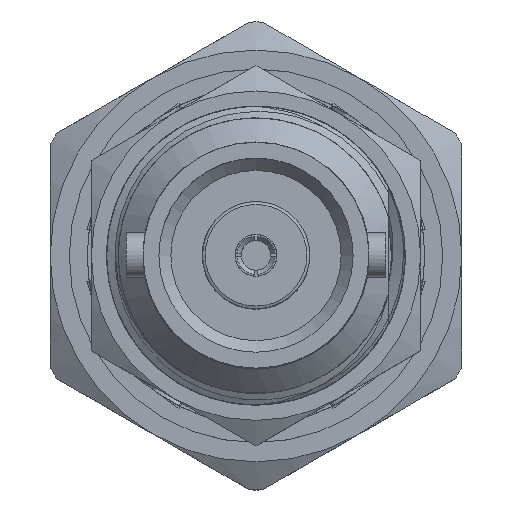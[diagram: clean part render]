
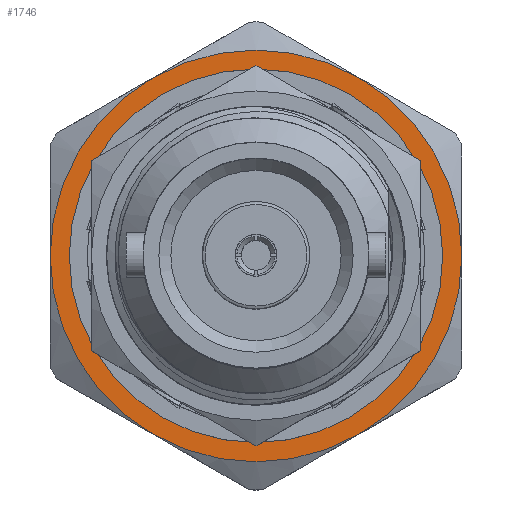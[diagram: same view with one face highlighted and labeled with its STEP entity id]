
A CAD part, top view. The second image highlights one B-rep face of the part: STEP entity #1746.
In plain terms, the highlighted face is planar.
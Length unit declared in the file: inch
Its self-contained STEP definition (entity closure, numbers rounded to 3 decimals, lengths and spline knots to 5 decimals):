
#15 = EDGE_CURVE ( 'NONE', #10224, #3274, #3329, .T. ) ;
#418 = CARTESIAN_POINT ( 'NONE',  ( 0.75888, 0., -0.31065 ) ) ;
#588 = DIRECTION ( 'NONE',  ( 0., 0., 1. ) ) ;
#1201 = ORIENTED_EDGE ( 'NONE', *, *, #15318, .T. ) ;
#1229 = DIRECTION ( 'NONE',  ( 0., 0., 1. ) ) ;
#1550 = DIRECTION ( 'NONE',  ( -1., 0., 0. ) ) ;
#1644 = CIRCLE ( 'NONE', #11463, 0.34449 ) ;
#1746 = ADVANCED_FACE ( 'NONE', ( #8972, #14332 ), #3473, .T. ) ;
#2007 = CARTESIAN_POINT ( 'NONE',  ( 0.75888, 0., 0. ) ) ;
#2325 = CARTESIAN_POINT ( 'NONE',  ( 0.75888, 0.31065, 0. ) ) ;
#2457 = CARTESIAN_POINT ( 'NONE',  ( 0.75888, 0., 0.34449 ) ) ;
#2702 = CARTESIAN_POINT ( 'NONE',  ( 0.75888, 0., 0. ) ) ;
#2869 = CARTESIAN_POINT ( 'NONE',  ( 0.75888, 0., 0. ) ) ;
#3274 = VERTEX_POINT ( 'NONE', #14117 ) ;
#3329 = CIRCLE ( 'NONE', #13139, 0.34449 ) ;
#3473 = PLANE ( 'NONE',  #10079 ) ;
#4545 = DIRECTION ( 'NONE',  ( 0., 0., 1. ) ) ;
#4608 = CARTESIAN_POINT ( 'NONE',  ( 0.75888, -0.29834, -0.17224 ) ) ;
#4611 = CARTESIAN_POINT ( 'NONE',  ( 0.75888, 0.29834, 0.17224 ) ) ;
#4857 = EDGE_CURVE ( 'NONE', #16661, #10224, #1644, .T. ) ;
#5033 = DIRECTION ( 'NONE',  ( -1., 0., 0. ) ) ;
#5082 = DIRECTION ( 'NONE',  ( 0., 0., -1. ) ) ;
#5139 = ORIENTED_EDGE ( 'NONE', *, *, #10029, .T. ) ;
#5359 = EDGE_CURVE ( 'NONE', #6853, #6668, #7687, .T. ) ;
#5689 = AXIS2_PLACEMENT_3D ( 'NONE', #2869, #1550, #6888 ) ;
#5833 = CARTESIAN_POINT ( 'NONE',  ( 0.75888, 0., 0. ) ) ;
#6585 = CARTESIAN_POINT ( 'NONE',  ( 0.75888, 0., 0. ) ) ;
#6668 = VERTEX_POINT ( 'NONE', #16372 ) ;
#6853 = VERTEX_POINT ( 'NONE', #4608 ) ;
#6888 = DIRECTION ( 'NONE',  ( 0., 0., 1. ) ) ;
#7687 = CIRCLE ( 'NONE', #8222, 0.34449 ) ;
#8066 = DIRECTION ( 'NONE',  ( -1., 0., 0. ) ) ;
#8222 = AXIS2_PLACEMENT_3D ( 'NONE', #2007, #15418, #4545 ) ;
#8682 = VERTEX_POINT ( 'NONE', #9631 ) ;
#8710 = EDGE_LOOP ( 'NONE', ( #12472, #9583, #5139, #1201, #15468, #11754 ) ) ;
#8972 = FACE_BOUND ( 'NONE', #12720, .T. ) ;
#9233 = CARTESIAN_POINT ( 'NONE',  ( 0.75888, 0., 0. ) ) ;
#9583 = ORIENTED_EDGE ( 'NONE', *, *, #15, .T. ) ;
#9631 = CARTESIAN_POINT ( 'NONE',  ( 0.75888, 0., -0.34449 ) ) ;
#9744 = ORIENTED_EDGE ( 'NONE', *, *, #11455, .T. ) ;
#10029 = EDGE_CURVE ( 'NONE', #3274, #8682, #14608, .T. ) ;
#10079 = AXIS2_PLACEMENT_3D ( 'NONE', #2325, #5033, #10392 ) ;
#10224 = VERTEX_POINT ( 'NONE', #4611 ) ;
#10392 = DIRECTION ( 'NONE',  ( 0., 0., 1. ) ) ;
#10698 = AXIS2_PLACEMENT_3D ( 'NONE', #5833, #13830, #588 ) ;
#10729 = DIRECTION ( 'NONE',  ( -1., 0., 0. ) ) ;
#10782 = CARTESIAN_POINT ( 'NONE',  ( 0.75888, 0., 0. ) ) ;
#11455 = EDGE_CURVE ( 'NONE', #12166, #12166, #13782, .T. ) ;
#11463 = AXIS2_PLACEMENT_3D ( 'NONE', #6585, #8066, #12024 ) ;
#11658 = DIRECTION ( 'NONE',  ( 1., 0., 0. ) ) ;
#11754 = ORIENTED_EDGE ( 'NONE', *, *, #13434, .T. ) ;
#12003 = DIRECTION ( 'NONE',  ( -1., 0., 0. ) ) ;
#12024 = DIRECTION ( 'NONE',  ( 0., 0., 1. ) ) ;
#12166 = VERTEX_POINT ( 'NONE', #418 ) ;
#12472 = ORIENTED_EDGE ( 'NONE', *, *, #4857, .T. ) ;
#12720 = EDGE_LOOP ( 'NONE', ( #9744 ) ) ;
#13139 = AXIS2_PLACEMENT_3D ( 'NONE', #10782, #12003, #1229 ) ;
#13434 = EDGE_CURVE ( 'NONE', #6668, #16661, #14590, .T. ) ;
#13782 = CIRCLE ( 'NONE', #16006, 0.31065 ) ;
#13830 = DIRECTION ( 'NONE',  ( -1., 0., 0. ) ) ;
#14117 = CARTESIAN_POINT ( 'NONE',  ( 0.75888, 0.29834, -0.17224 ) ) ;
#14332 = FACE_OUTER_BOUND ( 'NONE', #8710, .T. ) ;
#14577 = DIRECTION ( 'NONE',  ( 0., 0., 1. ) ) ;
#14590 = CIRCLE ( 'NONE', #5689, 0.34449 ) ;
#14608 = CIRCLE ( 'NONE', #10698, 0.34449 ) ;
#14879 = AXIS2_PLACEMENT_3D ( 'NONE', #9233, #10729, #14577 ) ;
#15318 = EDGE_CURVE ( 'NONE', #8682, #6853, #16265, .T. ) ;
#15418 = DIRECTION ( 'NONE',  ( -1., 0., 0. ) ) ;
#15468 = ORIENTED_EDGE ( 'NONE', *, *, #5359, .T. ) ;
#16006 = AXIS2_PLACEMENT_3D ( 'NONE', #2702, #11658, #5082 ) ;
#16265 = CIRCLE ( 'NONE', #14879, 0.34449 ) ;
#16372 = CARTESIAN_POINT ( 'NONE',  ( 0.75888, -0.29834, 0.17224 ) ) ;
#16661 = VERTEX_POINT ( 'NONE', #2457 ) ;
